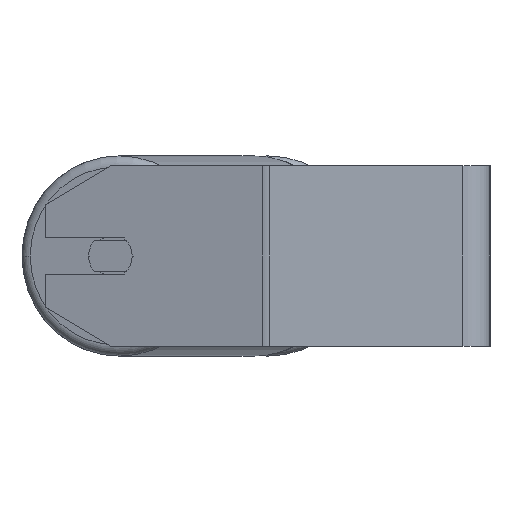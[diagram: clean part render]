
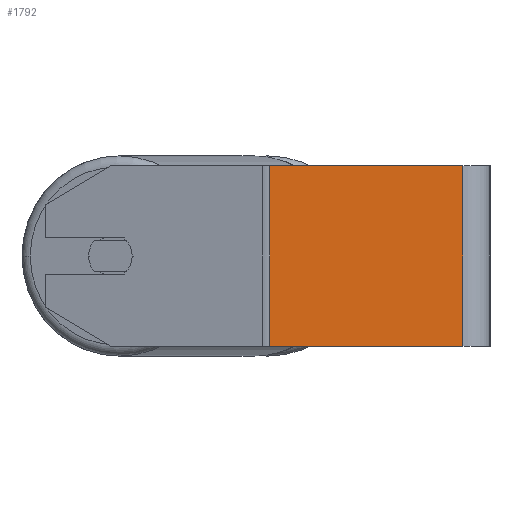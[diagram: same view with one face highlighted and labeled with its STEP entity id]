
A CAD part, left-side view. The second image highlights one B-rep face of the part: STEP entity #1792.
In plain terms, the highlighted planar face has unit normal (-1, 0, 0).
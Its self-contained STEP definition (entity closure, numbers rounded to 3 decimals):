
#587 = EDGE_CURVE ( 'NONE', #1400, #5127, #2644, .T. ) ;
#732 = ORIENTED_EDGE ( 'NONE', *, *, #4083, .F. ) ;
#805 = CARTESIAN_POINT ( 'NONE',  ( -415., 12., 40. ) ) ;
#1099 = DIRECTION ( 'NONE',  ( 1., 0., 0. ) ) ;
#1397 = VECTOR ( 'NONE', #7283, 1000. ) ;
#1400 = VERTEX_POINT ( 'NONE', #4380 ) ;
#1420 = VECTOR ( 'NONE', #8152, 1000. ) ;
#1792 = ADVANCED_FACE ( 'NONE', ( #6415 ), #8398, .F. ) ;
#2644 = LINE ( 'NONE', #5238, #1397 ) ;
#2666 = CARTESIAN_POINT ( 'NONE',  ( -415., 12., 40. ) ) ;
#2791 = EDGE_LOOP ( 'NONE', ( #6757, #732, #6264, #3896 ) ) ;
#2796 = DIRECTION ( 'NONE',  ( 0., 0., -1. ) ) ;
#3418 = LINE ( 'NONE', #4780, #1420 ) ;
#3428 = EDGE_CURVE ( 'NONE', #5127, #8387, #3649, .T. ) ;
#3649 = LINE ( 'NONE', #5140, #5074 ) ;
#3748 = EDGE_CURVE ( 'NONE', #1400, #6296, #3418, .T. ) ;
#3896 = ORIENTED_EDGE ( 'NONE', *, *, #587, .T. ) ;
#4083 = EDGE_CURVE ( 'NONE', #6296, #8387, #8188, .T. ) ;
#4102 = CARTESIAN_POINT ( 'NONE',  ( -415., 12., -40. ) ) ;
#4338 = CARTESIAN_POINT ( 'NONE',  ( -415., 97.923, -40. ) ) ;
#4380 = CARTESIAN_POINT ( 'NONE',  ( -415., 97.923, 40. ) ) ;
#4478 = DIRECTION ( 'NONE',  ( 0., -1., 0. ) ) ;
#4780 = CARTESIAN_POINT ( 'NONE',  ( -415., 99.503, 40. ) ) ;
#5024 = CARTESIAN_POINT ( 'NONE',  ( -415., 99.503, 40. ) ) ;
#5074 = VECTOR ( 'NONE', #4478, 1000. ) ;
#5127 = VERTEX_POINT ( 'NONE', #4338 ) ;
#5140 = CARTESIAN_POINT ( 'NONE',  ( -415., 99.503, -40. ) ) ;
#5238 = CARTESIAN_POINT ( 'NONE',  ( -415., 97.923, 40. ) ) ;
#6264 = ORIENTED_EDGE ( 'NONE', *, *, #3748, .F. ) ;
#6296 = VERTEX_POINT ( 'NONE', #2666 ) ;
#6415 = FACE_OUTER_BOUND ( 'NONE', #2791, .T. ) ;
#6639 = VECTOR ( 'NONE', #2796, 1000. ) ;
#6757 = ORIENTED_EDGE ( 'NONE', *, *, #3428, .T. ) ;
#7283 = DIRECTION ( 'NONE',  ( 0., 0., -1. ) ) ;
#7736 = DIRECTION ( 'NONE',  ( 0., 0., -1. ) ) ;
#8152 = DIRECTION ( 'NONE',  ( 0., -1., 0. ) ) ;
#8188 = LINE ( 'NONE', #805, #6639 ) ;
#8309 = AXIS2_PLACEMENT_3D ( 'NONE', #5024, #1099, #7736 ) ;
#8387 = VERTEX_POINT ( 'NONE', #4102 ) ;
#8398 = PLANE ( 'NONE',  #8309 ) ;
